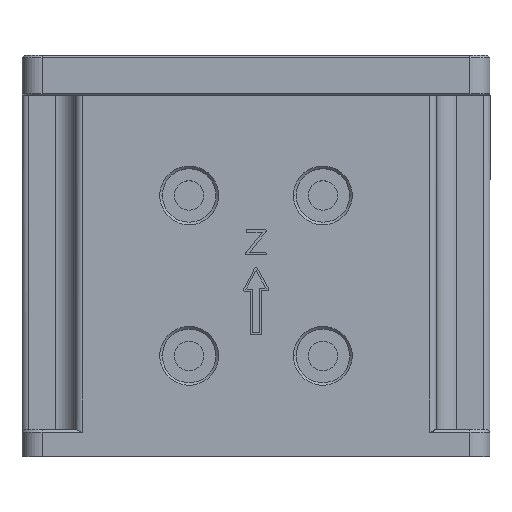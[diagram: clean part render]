
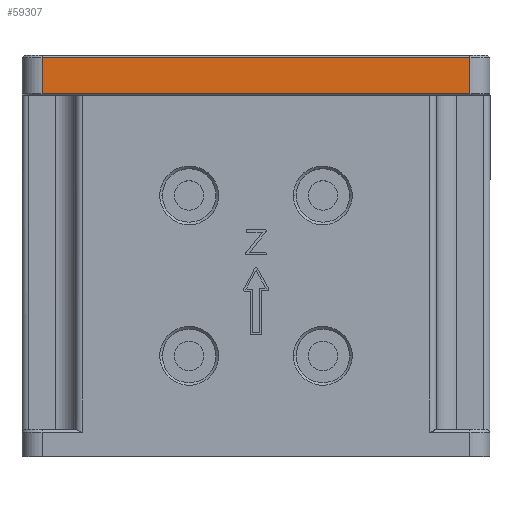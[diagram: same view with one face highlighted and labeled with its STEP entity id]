
A CAD part, top view. The second image highlights one B-rep face of the part: STEP entity #59307.
In plain terms, the highlighted face is planar.
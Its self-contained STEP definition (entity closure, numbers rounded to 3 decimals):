
#632 = VERTEX_POINT ( 'NONE', #8406 ) ;
#4351 = ORIENTED_EDGE ( 'NONE', *, *, #18892, .T. ) ;
#7197 = CARTESIAN_POINT ( 'NONE',  ( -17.5, -17.5, 3. ) ) ;
#7913 = CARTESIAN_POINT ( 'NONE',  ( -17.5, 16., 3. ) ) ;
#8406 = CARTESIAN_POINT ( 'NONE',  ( -17.5, -16., 2.8 ) ) ;
#10482 = VERTEX_POINT ( 'NONE', #34529 ) ;
#15423 = AXIS2_PLACEMENT_3D ( 'NONE', #7197, #65550, #43766 ) ;
#15560 = DIRECTION ( 'NONE',  ( 0., 0., 1. ) ) ;
#15971 = DIRECTION ( 'NONE',  ( 0., 1., 0. ) ) ;
#16356 = VERTEX_POINT ( 'NONE', #23960 ) ;
#18892 = EDGE_CURVE ( 'NONE', #632, #10482, #63327, .T. ) ;
#20248 = VECTOR ( 'NONE', #15560, 1000. ) ;
#23960 = CARTESIAN_POINT ( 'NONE',  ( -17.5, 16., 0.1 ) ) ;
#24736 = CARTESIAN_POINT ( 'NONE',  ( -17.5, -16., 0.1 ) ) ;
#25000 = VECTOR ( 'NONE', #15971, 1000. ) ;
#26074 = ORIENTED_EDGE ( 'NONE', *, *, #33329, .T. ) ;
#28566 = ORIENTED_EDGE ( 'NONE', *, *, #65976, .T. ) ;
#28818 = VECTOR ( 'NONE', #60419, 1000. ) ;
#33329 = EDGE_CURVE ( 'NONE', #10482, #16356, #44486, .T. ) ;
#33395 = PLANE ( 'NONE',  #15423 ) ;
#33762 = LINE ( 'NONE', #38655, #28818 ) ;
#34529 = CARTESIAN_POINT ( 'NONE',  ( -17.5, 16., 2.8 ) ) ;
#38655 = CARTESIAN_POINT ( 'NONE',  ( -17.5, -17.5, 0.1 ) ) ;
#39015 = DIRECTION ( 'NONE',  ( 0., 0., -1. ) ) ;
#40006 = VECTOR ( 'NONE', #39015, 1000. ) ;
#41910 = CARTESIAN_POINT ( 'NONE',  ( -17.5, 16., 2.8 ) ) ;
#42152 = CARTESIAN_POINT ( 'NONE',  ( -17.5, -16., 3. ) ) ;
#43766 = DIRECTION ( 'NONE',  ( 0., 0., -1. ) ) ;
#44486 = LINE ( 'NONE', #7913, #40006 ) ;
#47998 = LINE ( 'NONE', #42152, #20248 ) ;
#49160 = ORIENTED_EDGE ( 'NONE', *, *, #61288, .T. ) ;
#54148 = VERTEX_POINT ( 'NONE', #24736 ) ;
#55778 = EDGE_LOOP ( 'NONE', ( #49160, #4351, #26074, #28566 ) ) ;
#59034 = FACE_OUTER_BOUND ( 'NONE', #55778, .T. ) ;
#59307 = ADVANCED_FACE ( 'NONE', ( #59034 ), #33395, .F. ) ;
#60419 = DIRECTION ( 'NONE',  ( 0., -1., 0. ) ) ;
#61288 = EDGE_CURVE ( 'NONE', #54148, #632, #47998, .T. ) ;
#63327 = LINE ( 'NONE', #41910, #25000 ) ;
#65550 = DIRECTION ( 'NONE',  ( 1., 0., 0. ) ) ;
#65976 = EDGE_CURVE ( 'NONE', #16356, #54148, #33762, .T. ) ;
